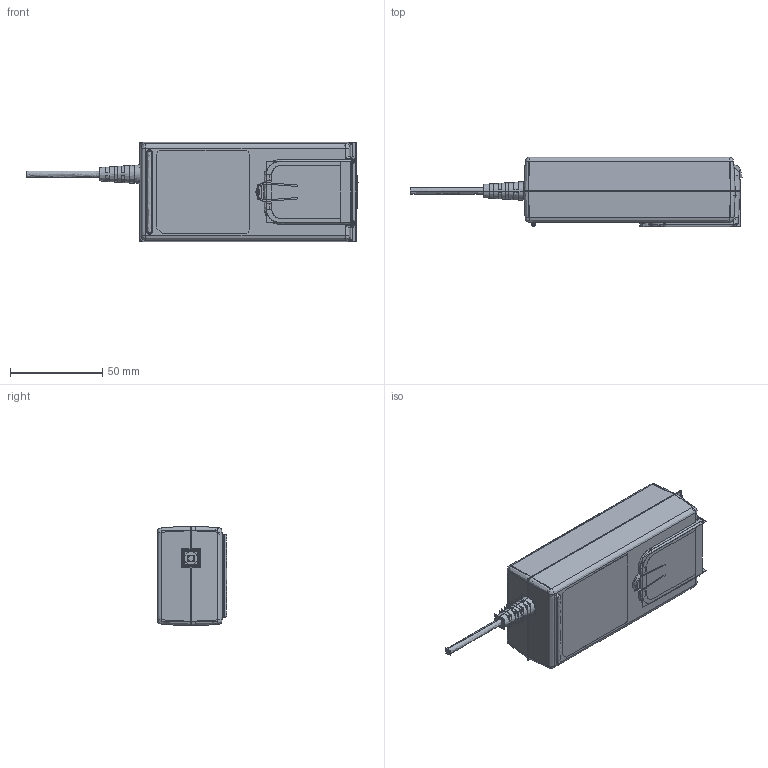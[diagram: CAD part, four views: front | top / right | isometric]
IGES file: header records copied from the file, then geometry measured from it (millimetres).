
Start section:  PTC IGES file: GTM96600-R2.igs
Global section: file name: GTM96600-R2.igs; native system: Pro/ENGINEER by Parametric Technology Corporation; preprocessor: 2010280; author: Administrator; organization: Unknown; date: 20180424.152919; units: millimetre
Bounding box: 179.81 x 37.6 x 54.1 mm (x, y, z)
Surface area: 253143.4 mm2 (no closed solid volume)
Topology: 0 solids, 0 shells, 2546 faces, 18704 edges, 18704 vertices
Faces by surface type: bspline 2546
